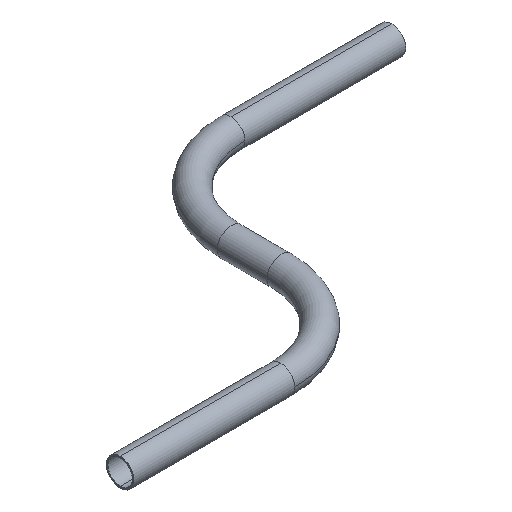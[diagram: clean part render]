
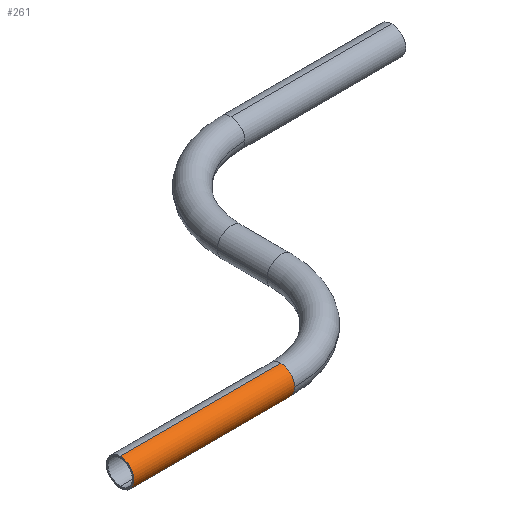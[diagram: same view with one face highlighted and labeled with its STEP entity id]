
A CAD part, isometric view. The second image highlights one B-rep face of the part: STEP entity #261.
In plain terms, the highlighted cylindrical face has radius 12.5 mm (diameter 25 mm), a partial arc.
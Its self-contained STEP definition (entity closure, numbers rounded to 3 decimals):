
#16 = ORIENTED_EDGE ( 'NONE', *, *, #357, .T. ) ;
#47 = ORIENTED_EDGE ( 'NONE', *, *, #394, .T. ) ;
#54 = ORIENTED_EDGE ( 'NONE', *, *, #390, .F. ) ;
#55 = ORIENTED_EDGE ( 'NONE', *, *, #367, .F. ) ;
#67 = ORIENTED_EDGE ( 'NONE', *, *, #358, .F. ) ;
#71 = VERTEX_POINT ( 'NONE', #423 ) ;
#74 = VERTEX_POINT ( 'NONE', #410 ) ;
#97 = EDGE_LOOP ( 'NONE', ( #55, #67, #54, #16, #47 ) ) ;
#133 = FACE_OUTER_BOUND ( 'NONE', #97, .T. ) ;
#135 = CYLINDRICAL_SURFACE ( 'NONE', #337, 12.5 ) ;
#154 = LINE ( 'NONE', #504, #157 ) ;
#155 = CIRCLE ( 'NONE', #326, 12.5 ) ;
#157 = VECTOR ( 'NONE', #452, 1000. ) ;
#169 = LINE ( 'NONE', #472, #171 ) ;
#171 = VECTOR ( 'NONE', #518, 1000. ) ;
#197 = CIRCLE ( 'NONE', #302, 12.5 ) ;
#201 = CIRCLE ( 'NONE', #297, 12.5 ) ;
#261 = ADVANCED_FACE ( 'NONE', ( #133 ), #135, .T. ) ;
#297 = AXIS2_PLACEMENT_3D ( 'NONE', #728, #690, #684 ) ;
#302 = AXIS2_PLACEMENT_3D ( 'NONE', #732, #642, #669 ) ;
#326 = AXIS2_PLACEMENT_3D ( 'NONE', #468, #457, #520 ) ;
#337 = AXIS2_PLACEMENT_3D ( 'NONE', #498, #465, #444 ) ;
#357 = EDGE_CURVE ( 'NONE', #74, #538, #154, .T. ) ;
#358 = EDGE_CURVE ( 'NONE', #527, #574, #155, .T. ) ;
#367 = EDGE_CURVE ( 'NONE', #574, #71, #169, .T. ) ;
#390 = EDGE_CURVE ( 'NONE', #74, #527, #197, .T. ) ;
#394 = EDGE_CURVE ( 'NONE', #538, #71, #201, .T. ) ;
#410 = CARTESIAN_POINT ( 'NONE',  ( 145., 0., 12.5 ) ) ;
#423 = CARTESIAN_POINT ( 'NONE',  ( 0., 0., -12.5 ) ) ;
#444 = DIRECTION ( 'NONE',  ( 0., 0., 1. ) ) ;
#452 = DIRECTION ( 'NONE',  ( -1., 0., 0. ) ) ;
#457 = DIRECTION ( 'NONE',  ( 1., 0., 0. ) ) ;
#465 = DIRECTION ( 'NONE',  ( -1., 0., 0. ) ) ;
#468 = CARTESIAN_POINT ( 'NONE',  ( 145., 0., 0. ) ) ;
#472 = CARTESIAN_POINT ( 'NONE',  ( 145., 0., -12.5 ) ) ;
#498 = CARTESIAN_POINT ( 'NONE',  ( 145., 0., 0. ) ) ;
#504 = CARTESIAN_POINT ( 'NONE',  ( 145., 0., 12.5 ) ) ;
#518 = DIRECTION ( 'NONE',  ( -1., 0., 0. ) ) ;
#520 = DIRECTION ( 'NONE',  ( 0., 0., -1. ) ) ;
#527 = VERTEX_POINT ( 'NONE', #663 ) ;
#538 = VERTEX_POINT ( 'NONE', #648 ) ;
#574 = VERTEX_POINT ( 'NONE', #620 ) ;
#620 = CARTESIAN_POINT ( 'NONE',  ( 145., 0., -12.5 ) ) ;
#642 = DIRECTION ( 'NONE',  ( 1., 0., 0. ) ) ;
#648 = CARTESIAN_POINT ( 'NONE',  ( 0., 0., 12.5 ) ) ;
#663 = CARTESIAN_POINT ( 'NONE',  ( 145., -12.5, 0. ) ) ;
#669 = DIRECTION ( 'NONE',  ( 0., 0., -1. ) ) ;
#684 = DIRECTION ( 'NONE',  ( 0., 0., -1. ) ) ;
#690 = DIRECTION ( 'NONE',  ( 1., 0., 0. ) ) ;
#728 = CARTESIAN_POINT ( 'NONE',  ( 0., 0., 0. ) ) ;
#732 = CARTESIAN_POINT ( 'NONE',  ( 145., 0., 0. ) ) ;
